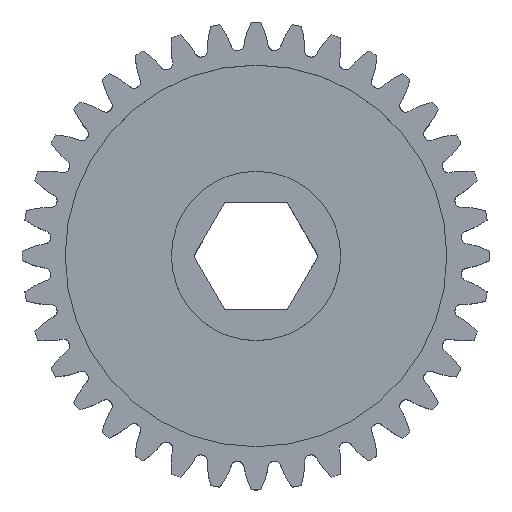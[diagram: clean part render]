
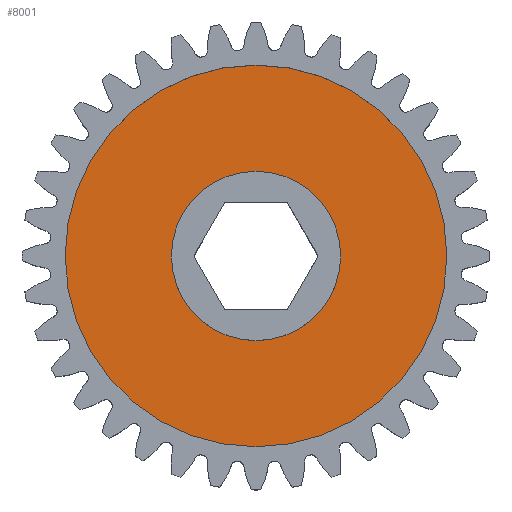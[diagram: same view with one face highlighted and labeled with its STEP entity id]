
A CAD part, top view. The second image highlights one B-rep face of the part: STEP entity #8001.
In plain terms, the highlighted planar face has unit normal (0, 0, 1).
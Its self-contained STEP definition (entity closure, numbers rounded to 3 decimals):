
#34 = DIRECTION ( 'NONE',  ( 1., 0., 0. ) ) ;
#691 = CIRCLE ( 'NONE', #14666, 12.4 ) ;
#704 = PLANE ( 'NONE',  #3246 ) ;
#842 = DIRECTION ( 'NONE',  ( 1., 0., 0. ) ) ;
#2229 = FACE_OUTER_BOUND ( 'NONE', #22574, .T. ) ;
#2813 = EDGE_LOOP ( 'NONE', ( #13816, #21305 ) ) ;
#3053 = DIRECTION ( 'NONE',  ( 0., 0., 1. ) ) ;
#3246 = AXIS2_PLACEMENT_3D ( 'NONE', #8378, #6463, #19322 ) ;
#3410 = DIRECTION ( 'NONE',  ( 0., 0., 1. ) ) ;
#4032 = AXIS2_PLACEMENT_3D ( 'NONE', #22142, #5922, #13178 ) ;
#5195 = CIRCLE ( 'NONE', #4032, 5.5 ) ;
#5883 = AXIS2_PLACEMENT_3D ( 'NONE', #17962, #3410, #7029 ) ;
#5914 = EDGE_CURVE ( 'NONE', #6406, #16340, #5195, .T. ) ;
#5922 = DIRECTION ( 'NONE',  ( 0., 0., 1. ) ) ;
#6406 = VERTEX_POINT ( 'NONE', #9249 ) ;
#6463 = DIRECTION ( 'NONE',  ( 0., 0., 1. ) ) ;
#7029 = DIRECTION ( 'NONE',  ( 1., 0., 0. ) ) ;
#7206 = VERTEX_POINT ( 'NONE', #22796 ) ;
#8001 = ADVANCED_FACE ( 'NONE', ( #16853, #2229 ), #704, .T. ) ;
#8378 = CARTESIAN_POINT ( 'NONE',  ( 0., 0., 3. ) ) ;
#8399 = CIRCLE ( 'NONE', #20953, 12.4 ) ;
#8794 = CARTESIAN_POINT ( 'NONE',  ( 0., 0., 3. ) ) ;
#8902 = ORIENTED_EDGE ( 'NONE', *, *, #15887, .T. ) ;
#9249 = CARTESIAN_POINT ( 'NONE',  ( 5.5, 0., 3. ) ) ;
#9268 = CARTESIAN_POINT ( 'NONE',  ( -5.5, 0., 3. ) ) ;
#9952 = EDGE_CURVE ( 'NONE', #14342, #7206, #691, .T. ) ;
#11886 = DIRECTION ( 'NONE',  ( 0., 0., 1. ) ) ;
#12156 = ORIENTED_EDGE ( 'NONE', *, *, #9952, .T. ) ;
#13178 = DIRECTION ( 'NONE',  ( 1., 0., 0. ) ) ;
#13816 = ORIENTED_EDGE ( 'NONE', *, *, #5914, .F. ) ;
#14342 = VERTEX_POINT ( 'NONE', #22135 ) ;
#14666 = AXIS2_PLACEMENT_3D ( 'NONE', #19301, #11886, #842 ) ;
#15887 = EDGE_CURVE ( 'NONE', #7206, #14342, #8399, .T. ) ;
#16340 = VERTEX_POINT ( 'NONE', #9268 ) ;
#16853 = FACE_BOUND ( 'NONE', #2813, .T. ) ;
#17962 = CARTESIAN_POINT ( 'NONE',  ( 0., 0., 3. ) ) ;
#19301 = CARTESIAN_POINT ( 'NONE',  ( 0., 0., 3. ) ) ;
#19322 = DIRECTION ( 'NONE',  ( 1., 0., 0. ) ) ;
#20220 = CIRCLE ( 'NONE', #5883, 5.5 ) ;
#20953 = AXIS2_PLACEMENT_3D ( 'NONE', #8794, #3053, #34 ) ;
#21305 = ORIENTED_EDGE ( 'NONE', *, *, #23362, .F. ) ;
#22135 = CARTESIAN_POINT ( 'NONE',  ( -12.4, 0., 3. ) ) ;
#22142 = CARTESIAN_POINT ( 'NONE',  ( 0., 0., 3. ) ) ;
#22574 = EDGE_LOOP ( 'NONE', ( #8902, #12156 ) ) ;
#22796 = CARTESIAN_POINT ( 'NONE',  ( 12.4, 0., 3. ) ) ;
#23362 = EDGE_CURVE ( 'NONE', #16340, #6406, #20220, .T. ) ;
